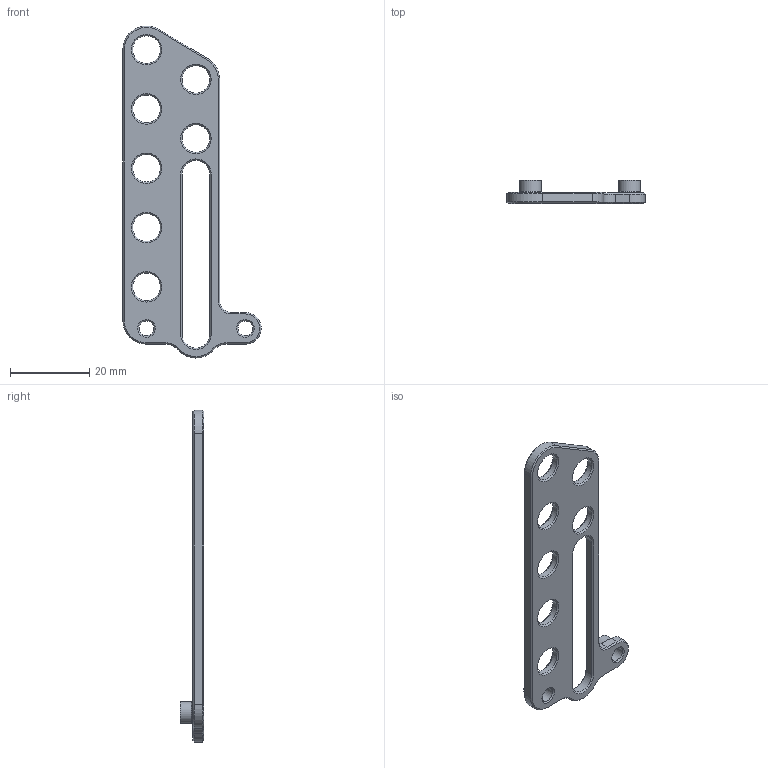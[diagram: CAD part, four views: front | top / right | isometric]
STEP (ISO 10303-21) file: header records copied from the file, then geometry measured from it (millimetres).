
FILE_DESCRIPTION(/* description */ (''),/* implementation_level */ '2;1');
FILE_NAME(/* name */ 'uPlaits SE Assembly Spacer v5.step',/* time_stamp */ '2024-07-07T01:06:34-04:00',/* author */ (''),/* organization */ (''),/* preprocessor_version */ 'ST-DEVELOPER v20',/* originating_system */ 'Autodesk Translation Framework v13.14.0.145',/* authorisation */ '');
FILE_SCHEMA (('AUTOMOTIVE_DESIGN { 1 0 10303 214 3 1 1 }'));
Length unit declared in the file: millimetre
Products named in the file (1): uPlaits SE Assembly Spacer
Bounding box: 35 x 6 x 83.99 mm (x, y, z)
Volume: 3711.2 mm3; surface area: 4120.8 mm2
Topology: 1 solids, 1 shells, 103 faces, 229 edges, 137 vertices
Faces by surface type: cone 40, plane 35, cylinder 28
Full cylindrical faces by diameter (mm): 3.75 x2, 5.5 x2, 7 x7, 8.5 x7
Entity records: 2905 total; most frequent: DIRECTION 542, CARTESIAN_POINT 470, ORIENTED_EDGE 458, EDGE_CURVE 229, AXIS2_PLACEMENT_3D 209, VERTEX_POINT 137, EDGE_LOOP 132, LINE 124
